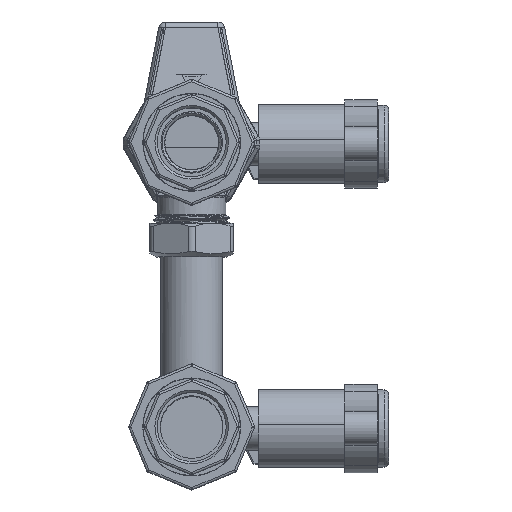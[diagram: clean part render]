
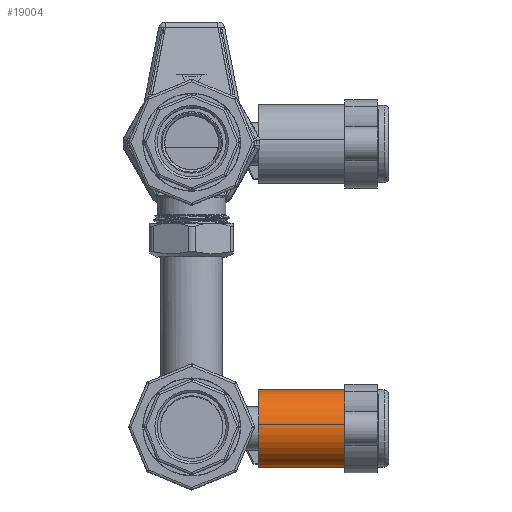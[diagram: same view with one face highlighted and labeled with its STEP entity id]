
A CAD part, top view. The second image highlights one B-rep face of the part: STEP entity #19004.
In plain terms, the highlighted cylindrical face has radius 17.25 mm (diameter 34.5 mm), a full revolution.
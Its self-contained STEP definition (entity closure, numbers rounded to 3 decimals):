
#19004=ADVANCED_FACE('',(#75904,#75906),#75908,.T.);
#75904=FACE_OUTER_BOUND('',#75905,.T.);
#75905=EDGE_LOOP('',(#113320));
#75906=FACE_OUTER_BOUND('',#75907,.T.);
#75907=EDGE_LOOP('',(#113321));
#75908=CYLINDRICAL_SURFACE('',#75909,17.25);
#75909=AXIS2_PLACEMENT_3D('',#75910,#75911,#75912);
#75910=CARTESIAN_POINT('',(-55.,0.,-392.75));
#75911=DIRECTION('',(-1.,0.,0.));
#75912=DIRECTION('',(0.,0.,1.));
#113320=ORIENTED_EDGE('',*,*,#123320,.T.);
#113321=ORIENTED_EDGE('',*,*,#123341,.T.);
#123320=EDGE_CURVE('',#134865,#134865,#134866,.T.);
#123341=EDGE_CURVE('',#134907,#134907,#134908,.T.);
#134865=VERTEX_POINT('',#198804);
#134866=CIRCLE('',#198805,17.25);
#134907=VERTEX_POINT('',#198889);
#134908=CIRCLE('',#198890,17.25);
#198804=CARTESIAN_POINT('',(67.3,0.,-375.5));
#198805=AXIS2_PLACEMENT_3D('',#198806,#198807,#198808);
#198806=CARTESIAN_POINT('',(67.3,0.,-392.75));
#198807=DIRECTION('',(-1.,0.,0.));
#198808=DIRECTION('',(0.,0.,1.));
#198889=CARTESIAN_POINT('',(29.5,0.,-375.5));
#198890=AXIS2_PLACEMENT_3D('',#198891,#198892,#198893);
#198891=CARTESIAN_POINT('',(29.5,0.,-392.75));
#198892=DIRECTION('',(1.,0.,0.));
#198893=DIRECTION('',(0.,0.,1.));
